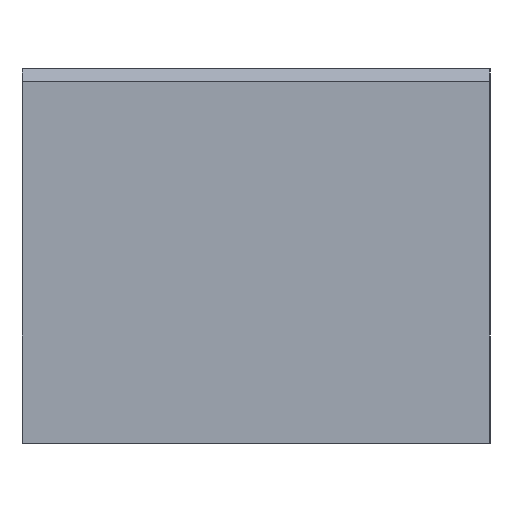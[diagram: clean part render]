
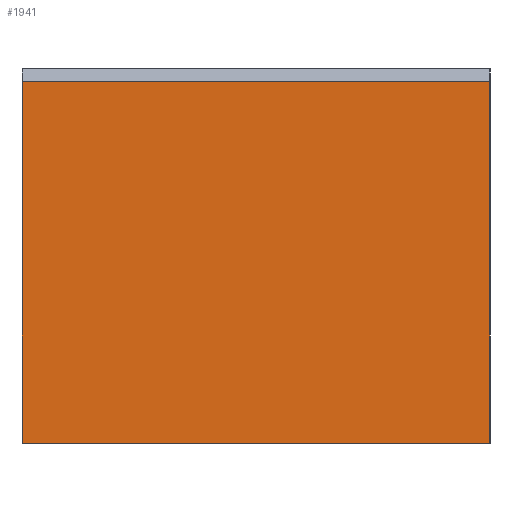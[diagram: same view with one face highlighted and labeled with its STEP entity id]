
A CAD part, left-side view. The second image highlights one B-rep face of the part: STEP entity #1941.
In plain terms, the highlighted planar face has unit normal (-1, 0, 0).
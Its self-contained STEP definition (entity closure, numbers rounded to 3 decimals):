
#100 = CARTESIAN_POINT ( 'NONE',  ( -12.5, 12.5, 19.32 ) ) ;
#218 = CARTESIAN_POINT ( 'NONE',  ( -12.5, 12.5, 0. ) ) ;
#377 = CARTESIAN_POINT ( 'NONE',  ( -12.5, 12.5, 19.32 ) ) ;
#632 = ORIENTED_EDGE ( 'NONE', *, *, #3410, .F. ) ;
#815 = EDGE_CURVE ( 'NONE', #4696, #3194, #2043, .T. ) ;
#1066 = FACE_OUTER_BOUND ( 'NONE', #2297, .T. ) ;
#1249 = VECTOR ( 'NONE', #4110, 1000. ) ;
#1284 = ORIENTED_EDGE ( 'NONE', *, *, #2842, .F. ) ;
#1321 = CARTESIAN_POINT ( 'NONE',  ( -12.5, 12.5, 19.32 ) ) ;
#1401 = VERTEX_POINT ( 'NONE', #2286 ) ;
#1568 = LINE ( 'NONE', #377, #2880 ) ;
#1662 = DIRECTION ( 'NONE',  ( 0., 0., -1. ) ) ;
#1941 = ADVANCED_FACE ( 'NONE', ( #1066 ), #3333, .T. ) ;
#1979 = DIRECTION ( 'NONE',  ( 0., -1., 0. ) ) ;
#2043 = LINE ( 'NONE', #100, #2961 ) ;
#2286 = CARTESIAN_POINT ( 'NONE',  ( -12.5, -12.5, 0. ) ) ;
#2297 = EDGE_LOOP ( 'NONE', ( #632, #3563, #3178, #1284 ) ) ;
#2584 = EDGE_CURVE ( 'NONE', #3194, #1401, #4318, .T. ) ;
#2590 = DIRECTION ( 'NONE',  ( -1., 0., 0. ) ) ;
#2607 = DIRECTION ( 'NONE',  ( 0., -1., 0. ) ) ;
#2624 = LINE ( 'NONE', #4870, #1249 ) ;
#2842 = EDGE_CURVE ( 'NONE', #3841, #1401, #2624, .T. ) ;
#2880 = VECTOR ( 'NONE', #1979, 1000. ) ;
#2961 = VECTOR ( 'NONE', #1662, 1000. ) ;
#3119 = CARTESIAN_POINT ( 'NONE',  ( -12.5, -12.5, 19.32 ) ) ;
#3178 = ORIENTED_EDGE ( 'NONE', *, *, #2584, .T. ) ;
#3194 = VERTEX_POINT ( 'NONE', #218 ) ;
#3309 = CARTESIAN_POINT ( 'NONE',  ( -12.5, 12.5, 19.32 ) ) ;
#3333 = PLANE ( 'NONE',  #3454 ) ;
#3410 = EDGE_CURVE ( 'NONE', #4696, #3841, #1568, .T. ) ;
#3454 = AXIS2_PLACEMENT_3D ( 'NONE', #3309, #2590, #4480 ) ;
#3563 = ORIENTED_EDGE ( 'NONE', *, *, #815, .T. ) ;
#3841 = VERTEX_POINT ( 'NONE', #3119 ) ;
#4110 = DIRECTION ( 'NONE',  ( 0., 0., -1. ) ) ;
#4189 = VECTOR ( 'NONE', #2607, 1000. ) ;
#4318 = LINE ( 'NONE', #4700, #4189 ) ;
#4480 = DIRECTION ( 'NONE',  ( 0., 0., 1. ) ) ;
#4696 = VERTEX_POINT ( 'NONE', #1321 ) ;
#4700 = CARTESIAN_POINT ( 'NONE',  ( -12.5, 12.5, 0. ) ) ;
#4870 = CARTESIAN_POINT ( 'NONE',  ( -12.5, -12.5, 19.32 ) ) ;
